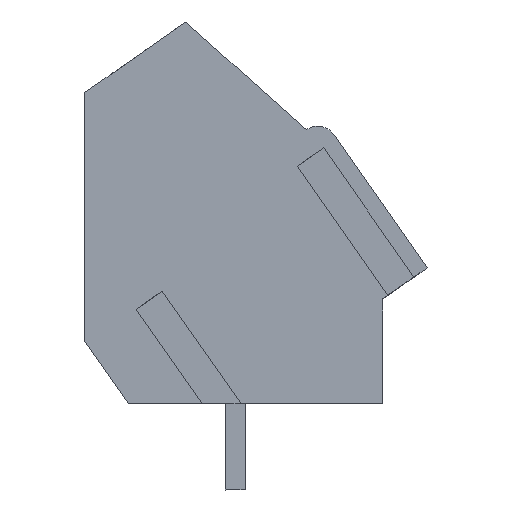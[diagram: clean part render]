
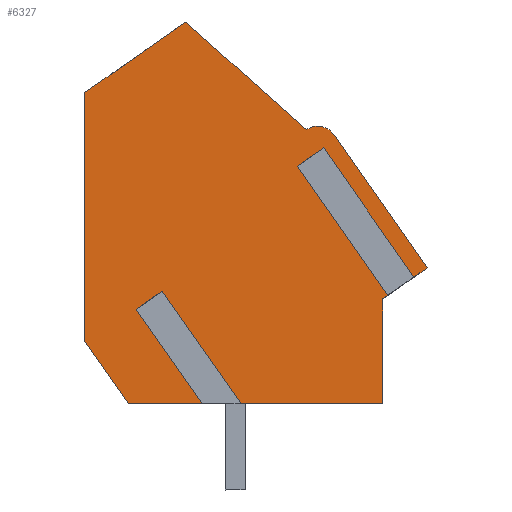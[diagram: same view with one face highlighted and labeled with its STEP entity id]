
A CAD part, left-side view. The second image highlights one B-rep face of the part: STEP entity #6327.
In plain terms, the highlighted planar face has unit normal (-1, 0, 0).
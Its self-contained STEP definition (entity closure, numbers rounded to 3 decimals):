
#6187=AXIS2_PLACEMENT_3D('Plane Axis2P3D',#6184,#6185,#6186) ;
#6249=AXIS2_PLACEMENT_3D('Circle Axis2P3D',#6247,#6248,$) ;
#6184=CARTESIAN_POINT('Axis2P3D Location',(0.55,13.9,0.)) ;
#6189=CARTESIAN_POINT('Line Origine',(0.55,4.87,3.5)) ;
#6193=CARTESIAN_POINT('Vertex',(0.55,7.94,3.5)) ;
#6195=CARTESIAN_POINT('Vertex',(0.55,1.8,3.5)) ;
#6198=CARTESIAN_POINT('Line Origine',(0.55,1.8,5.629)) ;
#6202=CARTESIAN_POINT('Vertex',(0.55,1.8,7.758)) ;
#6205=CARTESIAN_POINT('Line Origine',(0.55,1.568,7.92)) ;
#6209=CARTESIAN_POINT('Vertex',(0.55,1.336,8.083)) ;
#6212=CARTESIAN_POINT('Line Origine',(0.55,3.171,10.704)) ;
#6216=CARTESIAN_POINT('Vertex',(0.55,5.007,13.326)) ;
#6219=CARTESIAN_POINT('Line Origine',(0.55,4.736,13.515)) ;
#6223=CARTESIAN_POINT('Vertex',(0.55,4.465,13.705)) ;
#6226=CARTESIAN_POINT('Line Origine',(0.55,2.629,11.084)) ;
#6230=CARTESIAN_POINT('Vertex',(0.55,0.794,8.462)) ;
#6233=CARTESIAN_POINT('Line Origine',(0.55,0.397,8.74)) ;
#6237=CARTESIAN_POINT('Vertex',(0.55,0.,9.018)) ;
#6240=CARTESIAN_POINT('Line Origine',(0.55,1.893,11.722)) ;
#6244=CARTESIAN_POINT('Vertex',(0.55,3.786,14.425)) ;
#6247=CARTESIAN_POINT('Axis2P3D Location',(0.55,4.441,13.966)) ;
#6251=CARTESIAN_POINT('Vertex',(0.55,4.9,14.621)) ;
#6254=CARTESIAN_POINT('Line Origine',(0.55,7.352,16.811)) ;
#6258=CARTESIAN_POINT('Vertex',(0.55,9.804,19.)) ;
#6261=CARTESIAN_POINT('Line Origine',(0.55,11.852,17.566)) ;
#6265=CARTESIAN_POINT('Vertex',(0.55,13.9,16.132)) ;
#6268=CARTESIAN_POINT('Line Origine',(0.55,13.9,11.081)) ;
#6272=CARTESIAN_POINT('Vertex',(0.55,13.9,6.03)) ;
#6275=CARTESIAN_POINT('Line Origine',(0.55,13.014,4.765)) ;
#6279=CARTESIAN_POINT('Vertex',(0.55,12.128,3.5)) ;
#6282=CARTESIAN_POINT('Line Origine',(0.55,10.438,3.5)) ;
#6286=CARTESIAN_POINT('Vertex',(0.55,8.747,3.5)) ;
#6289=CARTESIAN_POINT('Line Origine',(0.55,10.154,5.508)) ;
#6293=CARTESIAN_POINT('Vertex',(0.55,11.56,7.516)) ;
#6296=CARTESIAN_POINT('Line Origine',(0.55,11.289,7.706)) ;
#6300=CARTESIAN_POINT('Vertex',(0.55,11.018,7.896)) ;
#6303=CARTESIAN_POINT('Line Origine',(0.55,9.479,5.698)) ;
#6185=DIRECTION('Axis2P3D Direction',(-1.,0.,0.)) ;
#6186=DIRECTION('Axis2P3D XDirection',(0.,-1.,0.)) ;
#6190=DIRECTION('Vector Direction',(0.,1.,0.)) ;
#6199=DIRECTION('Vector Direction',(0.,0.,-1.)) ;
#6206=DIRECTION('Vector Direction',(0.,0.819,-0.574)) ;
#6213=DIRECTION('Vector Direction',(0.,-0.574,-0.819)) ;
#6220=DIRECTION('Vector Direction',(0.,0.819,-0.574)) ;
#6227=DIRECTION('Vector Direction',(0.,-0.574,-0.819)) ;
#6234=DIRECTION('Vector Direction',(0.,0.819,-0.574)) ;
#6241=DIRECTION('Vector Direction',(0.,-0.574,-0.819)) ;
#6248=DIRECTION('Axis2P3D Direction',(-1.,0.,0.)) ;
#6255=DIRECTION('Vector Direction',(0.,-0.746,-0.666)) ;
#6262=DIRECTION('Vector Direction',(0.,-0.819,0.574)) ;
#6269=DIRECTION('Vector Direction',(0.,0.,1.)) ;
#6276=DIRECTION('Vector Direction',(0.,0.574,0.819)) ;
#6283=DIRECTION('Vector Direction',(0.,1.,0.)) ;
#6290=DIRECTION('Vector Direction',(0.,-0.574,-0.819)) ;
#6297=DIRECTION('Vector Direction',(0.,-0.819,0.574)) ;
#6304=DIRECTION('Vector Direction',(0.,-0.574,-0.819)) ;
#6191=VECTOR('Line Direction',#6190,1.) ;
#6200=VECTOR('Line Direction',#6199,1.) ;
#6207=VECTOR('Line Direction',#6206,1.) ;
#6214=VECTOR('Line Direction',#6213,1.) ;
#6221=VECTOR('Line Direction',#6220,1.) ;
#6228=VECTOR('Line Direction',#6227,1.) ;
#6235=VECTOR('Line Direction',#6234,1.) ;
#6242=VECTOR('Line Direction',#6241,1.) ;
#6256=VECTOR('Line Direction',#6255,1.) ;
#6263=VECTOR('Line Direction',#6262,1.) ;
#6270=VECTOR('Line Direction',#6269,1.) ;
#6277=VECTOR('Line Direction',#6276,1.) ;
#6284=VECTOR('Line Direction',#6283,1.) ;
#6291=VECTOR('Line Direction',#6290,1.) ;
#6298=VECTOR('Line Direction',#6297,1.) ;
#6305=VECTOR('Line Direction',#6304,1.) ;
#6309=ORIENTED_EDGE('',*,*,#6197,.T.) ;
#6310=ORIENTED_EDGE('',*,*,#6204,.T.) ;
#6311=ORIENTED_EDGE('',*,*,#6211,.T.) ;
#6312=ORIENTED_EDGE('',*,*,#6218,.F.) ;
#6313=ORIENTED_EDGE('',*,*,#6225,.F.) ;
#6314=ORIENTED_EDGE('',*,*,#6232,.T.) ;
#6315=ORIENTED_EDGE('',*,*,#6239,.T.) ;
#6316=ORIENTED_EDGE('',*,*,#6246,.T.) ;
#6317=ORIENTED_EDGE('',*,*,#6253,.T.) ;
#6318=ORIENTED_EDGE('',*,*,#6260,.T.) ;
#6319=ORIENTED_EDGE('',*,*,#6267,.T.) ;
#6320=ORIENTED_EDGE('',*,*,#6274,.T.) ;
#6321=ORIENTED_EDGE('',*,*,#6281,.T.) ;
#6322=ORIENTED_EDGE('',*,*,#6288,.T.) ;
#6323=ORIENTED_EDGE('',*,*,#6295,.F.) ;
#6324=ORIENTED_EDGE('',*,*,#6302,.F.) ;
#6325=ORIENTED_EDGE('',*,*,#6307,.T.) ;
#6327=ADVANCED_FACE('HOUSING',(#6326),#6188,.T.) ;
#6250=CIRCLE('generated circle',#6249,0.8) ;
#6197=EDGE_CURVE('',#6194,#6196,#6192,.F.) ;
#6204=EDGE_CURVE('',#6196,#6203,#6201,.F.) ;
#6211=EDGE_CURVE('',#6203,#6210,#6208,.F.) ;
#6218=EDGE_CURVE('',#6217,#6210,#6215,.T.) ;
#6225=EDGE_CURVE('',#6224,#6217,#6222,.T.) ;
#6232=EDGE_CURVE('',#6224,#6231,#6229,.T.) ;
#6239=EDGE_CURVE('',#6231,#6238,#6236,.F.) ;
#6246=EDGE_CURVE('',#6238,#6245,#6243,.F.) ;
#6253=EDGE_CURVE('',#6245,#6252,#6250,.T.) ;
#6260=EDGE_CURVE('',#6252,#6259,#6257,.F.) ;
#6267=EDGE_CURVE('',#6259,#6266,#6264,.F.) ;
#6274=EDGE_CURVE('',#6266,#6273,#6271,.F.) ;
#6281=EDGE_CURVE('',#6273,#6280,#6278,.F.) ;
#6288=EDGE_CURVE('',#6280,#6287,#6285,.F.) ;
#6295=EDGE_CURVE('',#6294,#6287,#6292,.T.) ;
#6302=EDGE_CURVE('',#6301,#6294,#6299,.F.) ;
#6307=EDGE_CURVE('',#6301,#6194,#6306,.T.) ;
#6308=EDGE_LOOP('',(#6309,#6310,#6311,#6312,#6313,#6314,#6315,#6316,#6317,#6318,#6319,#6320,#6321,#6322,#6323,#6324,#6325)) ;
#6326=FACE_OUTER_BOUND('',#6308,.T.) ;
#6192=LINE('Line',#6189,#6191) ;
#6201=LINE('Line',#6198,#6200) ;
#6208=LINE('Line',#6205,#6207) ;
#6215=LINE('Line',#6212,#6214) ;
#6222=LINE('Line',#6219,#6221) ;
#6229=LINE('Line',#6226,#6228) ;
#6236=LINE('Line',#6233,#6235) ;
#6243=LINE('Line',#6240,#6242) ;
#6257=LINE('Line',#6254,#6256) ;
#6264=LINE('Line',#6261,#6263) ;
#6271=LINE('Line',#6268,#6270) ;
#6278=LINE('Line',#6275,#6277) ;
#6285=LINE('Line',#6282,#6284) ;
#6292=LINE('Line',#6289,#6291) ;
#6299=LINE('Line',#6296,#6298) ;
#6306=LINE('Line',#6303,#6305) ;
#6188=PLANE('',#6187) ;
#6194=VERTEX_POINT('',#6193) ;
#6196=VERTEX_POINT('',#6195) ;
#6203=VERTEX_POINT('',#6202) ;
#6210=VERTEX_POINT('',#6209) ;
#6217=VERTEX_POINT('',#6216) ;
#6224=VERTEX_POINT('',#6223) ;
#6231=VERTEX_POINT('',#6230) ;
#6238=VERTEX_POINT('',#6237) ;
#6245=VERTEX_POINT('',#6244) ;
#6252=VERTEX_POINT('',#6251) ;
#6259=VERTEX_POINT('',#6258) ;
#6266=VERTEX_POINT('',#6265) ;
#6273=VERTEX_POINT('',#6272) ;
#6280=VERTEX_POINT('',#6279) ;
#6287=VERTEX_POINT('',#6286) ;
#6294=VERTEX_POINT('',#6293) ;
#6301=VERTEX_POINT('',#6300) ;
